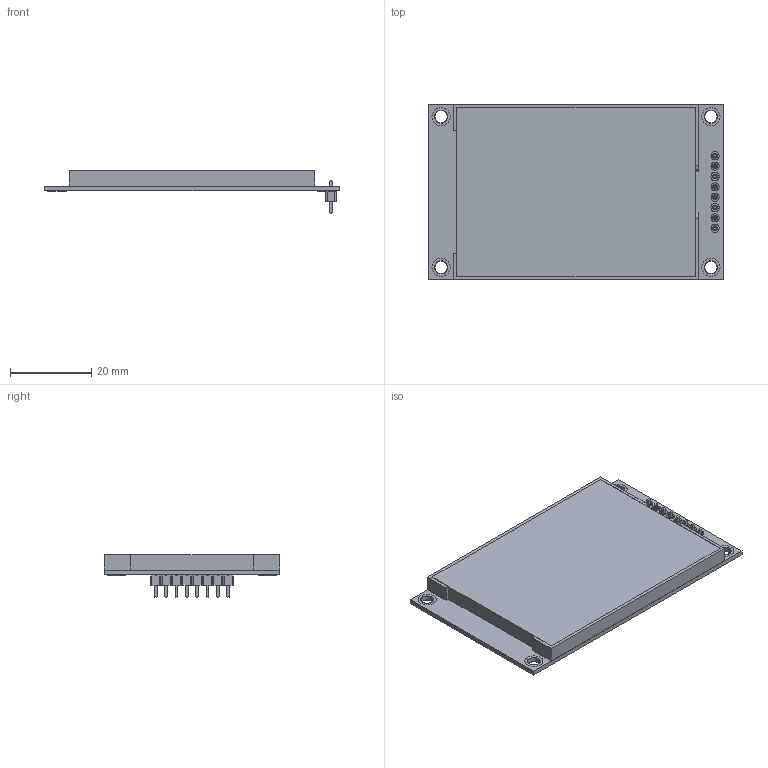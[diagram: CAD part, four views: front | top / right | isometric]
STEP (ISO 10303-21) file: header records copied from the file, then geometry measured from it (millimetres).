
FILE_DESCRIPTION(/* description */ (''),/* implementation_level */ '2;1');
FILE_NAME(/* name */ 'SPI Screen v3.step',/* time_stamp */ '2021-08-23T14:28:07+10:00',/* author */ (''),/* organization */ (''),/* preprocessor_version */ 'ST-DEVELOPER v18.1',/* originating_system */ 'Autodesk Translation Framework v10.9.0.1377',/* authorisation */ '');
FILE_SCHEMA (('AUTOMOTIVE_DESIGN { 1 0 10303 214 3 1 1 }'));
Length unit declared in the file: millimetre
Products named in the file (5): SPI Screen; FR4; Through-Hole; Pins; Screen Module
Assembly tree (4 placements, depth 2):
  SPI Screen
    FR4
    Through-Hole
    Pins
    Screen Module
Bounding box: 72.26 x 43 x 10.5 mm (x, y, z)
Volume: 13614.8 mm3; surface area: 14386.1 mm2
Topology: 32 solids, 32 shells, 286 faces, 602 edges, 380 vertices
Faces by surface type: plane 216, cylinder 70
Full cylindrical faces by diameter (mm): 1 x8, 1.2 x8, 2 x8, 3 x4, 3.2 x4, 4.5 x4
Entity records: 7779 total; most frequent: DIRECTION 1332, CARTESIAN_POINT 1277, ORIENTED_EDGE 1204, EDGE_CURVE 602, LINE 462, VECTOR 462, AXIS2_PLACEMENT_3D 435, VERTEX_POINT 380
